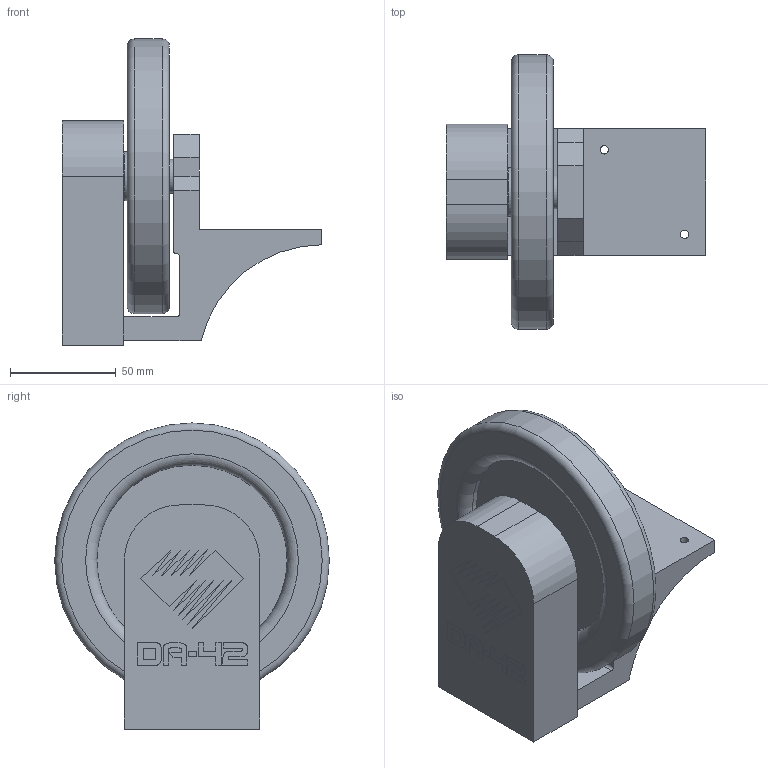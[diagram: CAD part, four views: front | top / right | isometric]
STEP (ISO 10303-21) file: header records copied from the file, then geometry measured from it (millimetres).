
FILE_DESCRIPTION(/* description */ ('','CAx-IF Rec.Pracs.---Representation and Presentation of Product Manufacturing Information (PMI)---4.0---2014-10-13'),/* implementation_level */ '2;1');
FILE_NAME(/* name */ 'Trim Wheel.step',/* time_stamp */ '2025-02-19T13:26:52-07:00',/* author */ (''),/* organization */ (''),/* preprocessor_version */ 'ST-DEVELOPER v20',/* originating_system */ 'Autodesk Translation Framework v13.20.0.188',/* authorisation */ '');
FILE_SCHEMA (('AP242_MANAGED_MODEL_BASED_3D_ENGINEERING_MIM_LF { 1 0 10303 442 1 1 4 }'));
Length unit declared in the file: millimetre
Products named in the file (4): Trim Wheel; 30mm Bearing (1); Control Side; Nano and Encoder
Assembly tree (3 placements, depth 3):
  Trim Wheel
    30mm Bearing (1)
    Control Side
      Nano and Encoder
Bounding box: 122.8 x 130 x 144.86 mm (x, y, z)
Volume: 488019.6 mm3; surface area: 158194.9 mm2
Topology: 23 solids, 23 shells, 738 faces, 1969 edges, 1306 vertices
Faces by surface type: plane 509, cylinder 183, bspline 30, torus 8, cone 6, sphere 2
Full cylindrical faces by diameter (mm): 4 x4, 5.4 x6, 6 x1, 6.1 x1, 6.42 x1, 6.8 x1, 7 x1, 7.2 x3, 8.5 x2, 10 x2, 16.066 x2, 17 x2, 23.176 x1, 25.2 x2, 30 x1, 30.2 x1, 90 x1, 105 x1, 120.006 x1, 130 x1
Entity records: 23562 total; most frequent: CARTESIAN_POINT 4717, ORIENTED_EDGE 3938, DIRECTION 3756, EDGE_CURVE 1969, LINE 1464, VECTOR 1464, VERTEX_POINT 1306, AXIS2_PLACEMENT_3D 1146
